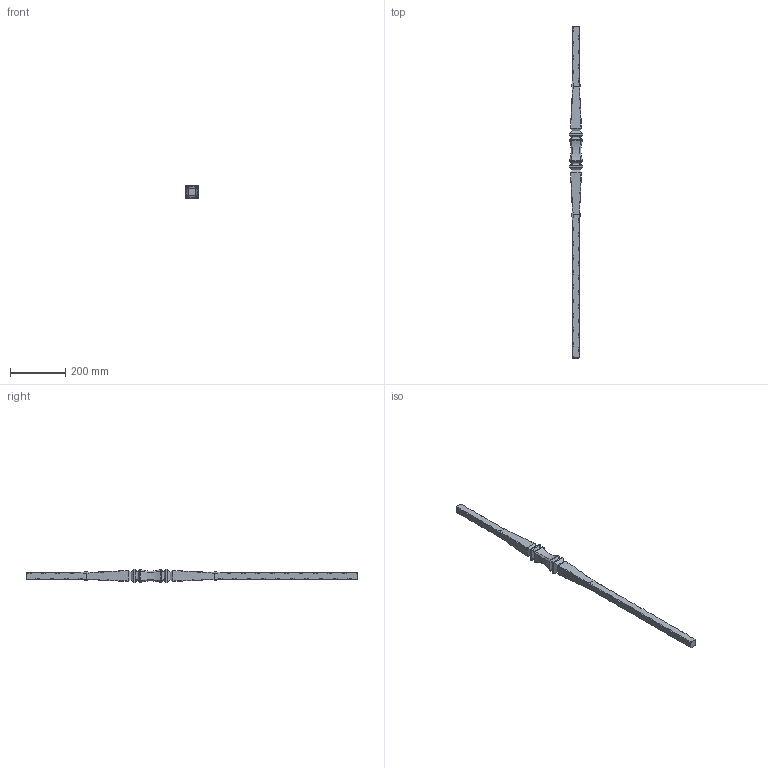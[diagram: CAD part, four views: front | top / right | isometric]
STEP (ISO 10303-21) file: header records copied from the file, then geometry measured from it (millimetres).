
FILE_DESCRIPTION (( 'STEP AP203' ), '1' );
FILE_NAME ('1003.STEP', '2023-05-04T10:48:19', ( '' ), ( '' ), 'SwSTEP 2.0', 'SolidWorks 2018', '' );
FILE_SCHEMA (( 'CONFIG_CONTROL_DESIGN' ));
Length unit declared in the file: millimetre
Products named in the file (1): 1003
Bounding box: 47 x 1200 x 47 mm (x, y, z)
Volume: 1016815 mm3; surface area: 140902.4 mm2
Topology: 1 solids, 1 shells, 359 faces, 1127 edges, 638 vertices
Faces by surface type: plane 153, bspline 120, torus 82, cylinder 4
Entity records: 17094 total; most frequent: CARTESIAN_POINT 8695, ORIENTED_EDGE 1954, DIRECTION 1355, EDGE_CURVE 977, VERTEX_POINT 638, VECTOR 535, LINE 535, AXIS2_PLACEMENT_3D 410
